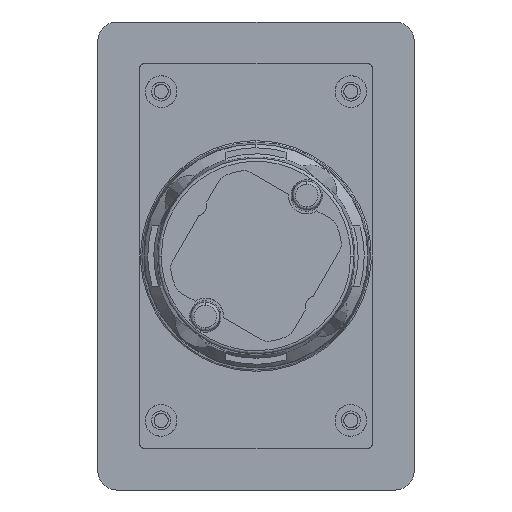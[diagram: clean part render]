
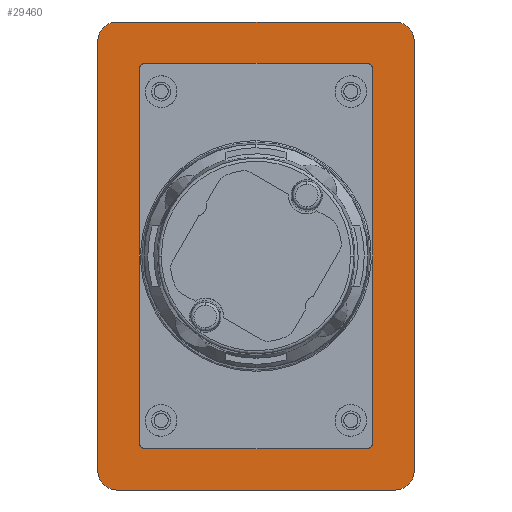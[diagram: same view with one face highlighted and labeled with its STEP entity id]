
A CAD part, left-side view. The second image highlights one B-rep face of the part: STEP entity #29460.
In plain terms, the highlighted face is planar.
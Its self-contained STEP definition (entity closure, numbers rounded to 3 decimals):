
#329 = CARTESIAN_POINT ( 'NONE',  ( 37.268, -48.323, -19.943 ) ) ;
#408 = DIRECTION ( 'NONE',  ( 0., -1., 0. ) ) ;
#685 = VERTEX_POINT ( 'NONE', #1408 ) ;
#893 = CIRCLE ( 'NONE', #11147, 1.321 ) ;
#1397 = AXIS2_PLACEMENT_3D ( 'NONE', #25085, #14829, #10301 ) ;
#1408 = CARTESIAN_POINT ( 'NONE',  ( -39.688, 53.988, -19.943 ) ) ;
#1419 = VERTEX_POINT ( 'NONE', #5810 ) ;
#1577 = DIRECTION ( 'NONE',  ( 0., -1., 0. ) ) ;
#1833 = PLANE ( 'NONE',  #2780 ) ;
#2027 = DIRECTION ( 'NONE',  ( 0., 1., 0. ) ) ;
#2349 = CARTESIAN_POINT ( 'NONE',  ( 27.94, -47.002, -19.943 ) ) ;
#2408 = VERTEX_POINT ( 'NONE', #8029 ) ;
#2446 = CARTESIAN_POINT ( 'NONE',  ( 27.94, 47.002, -19.943 ) ) ;
#2780 = AXIS2_PLACEMENT_3D ( 'NONE', #28048, #7257, #30155 ) ;
#2818 = VERTEX_POINT ( 'NONE', #17091 ) ;
#2926 = ORIENTED_EDGE ( 'NONE', *, *, #5301, .T. ) ;
#3412 = VERTEX_POINT ( 'NONE', #4778 ) ;
#3698 = ORIENTED_EDGE ( 'NONE', *, *, #29778, .F. ) ;
#3788 = EDGE_LOOP ( 'NONE', ( #17798, #13325, #25772, #24450, #23821, #4674, #26518, #2926 ) ) ;
#3801 = DIRECTION ( 'NONE',  ( 0., 0., 1. ) ) ;
#4058 = VECTOR ( 'NONE', #2027, 1000. ) ;
#4674 = ORIENTED_EDGE ( 'NONE', *, *, #18433, .T. ) ;
#4778 = CARTESIAN_POINT ( 'NONE',  ( 29.261, -47.002, -19.943 ) ) ;
#5101 = VERTEX_POINT ( 'NONE', #8951 ) ;
#5301 = EDGE_CURVE ( 'NONE', #16503, #3412, #893, .T. ) ;
#5627 = CARTESIAN_POINT ( 'NONE',  ( 27.94, -48.323, -19.943 ) ) ;
#5633 = VECTOR ( 'NONE', #23625, 1000. ) ;
#5810 = CARTESIAN_POINT ( 'NONE',  ( -29.261, 47.002, -19.943 ) ) ;
#5909 = EDGE_CURVE ( 'NONE', #29118, #16503, #31414, .T. ) ;
#6105 = EDGE_CURVE ( 'NONE', #28910, #29435, #10758, .T. ) ;
#6582 = EDGE_CURVE ( 'NONE', #2818, #1419, #12667, .T. ) ;
#6717 = CARTESIAN_POINT ( 'NONE',  ( 34.938, -58.737, -19.943 ) ) ;
#6787 = CARTESIAN_POINT ( 'NONE',  ( -27.94, -48.323, -19.943 ) ) ;
#6845 = VERTEX_POINT ( 'NONE', #7644 ) ;
#6869 = DIRECTION ( 'NONE',  ( 0., 0., 1. ) ) ;
#7232 = CARTESIAN_POINT ( 'NONE',  ( 37.268, 48.323, -19.943 ) ) ;
#7239 = LINE ( 'NONE', #27384, #4058 ) ;
#7257 = DIRECTION ( 'NONE',  ( 0., 0., -1. ) ) ;
#7299 = LINE ( 'NONE', #15867, #26369 ) ;
#7366 = DIRECTION ( 'NONE',  ( 1., 0., 0. ) ) ;
#7591 = AXIS2_PLACEMENT_3D ( 'NONE', #14209, #21913, #11790 ) ;
#7644 = CARTESIAN_POINT ( 'NONE',  ( -39.688, -53.988, -19.943 ) ) ;
#8029 = CARTESIAN_POINT ( 'NONE',  ( 27.94, 48.323, -19.943 ) ) ;
#8240 = VERTEX_POINT ( 'NONE', #16377 ) ;
#8385 = CARTESIAN_POINT ( 'NONE',  ( -29.261, 55.465, -19.943 ) ) ;
#8951 = CARTESIAN_POINT ( 'NONE',  ( 34.938, 58.737, -19.943 ) ) ;
#8984 = AXIS2_PLACEMENT_3D ( 'NONE', #2446, #27800, #12560 ) ;
#9818 = AXIS2_PLACEMENT_3D ( 'NONE', #19659, #6869, #32534 ) ;
#10075 = EDGE_CURVE ( 'NONE', #685, #6845, #7299, .T. ) ;
#10210 = ORIENTED_EDGE ( 'NONE', *, *, #22421, .F. ) ;
#10301 = DIRECTION ( 'NONE',  ( 1., 0., 0. ) ) ;
#10758 = LINE ( 'NONE', #32785, #26248 ) ;
#11147 = AXIS2_PLACEMENT_3D ( 'NONE', #2349, #30025, #14583 ) ;
#11261 = CIRCLE ( 'NONE', #9818, 4.75 ) ;
#11628 = LINE ( 'NONE', #31141, #5633 ) ;
#11738 = CARTESIAN_POINT ( 'NONE',  ( 34.938, -53.988, -19.943 ) ) ;
#11790 = DIRECTION ( 'NONE',  ( 1., 0., 0. ) ) ;
#11970 = CIRCLE ( 'NONE', #24271, 4.75 ) ;
#12430 = VERTEX_POINT ( 'NONE', #21968 ) ;
#12560 = DIRECTION ( 'NONE',  ( -1., 0., 0. ) ) ;
#12667 = CIRCLE ( 'NONE', #7591, 1.321 ) ;
#13325 = ORIENTED_EDGE ( 'NONE', *, *, #20614, .T. ) ;
#13527 = VECTOR ( 'NONE', #15321, 1000. ) ;
#13683 = DIRECTION ( 'NONE',  ( 0., 0., 1. ) ) ;
#14014 = CARTESIAN_POINT ( 'NONE',  ( -34.938, -58.737, -19.943 ) ) ;
#14177 = EDGE_CURVE ( 'NONE', #2408, #2818, #28138, .T. ) ;
#14209 = CARTESIAN_POINT ( 'NONE',  ( -27.94, 47.002, -19.943 ) ) ;
#14413 = CARTESIAN_POINT ( 'NONE',  ( 29.261, 47.002, -19.943 ) ) ;
#14583 = DIRECTION ( 'NONE',  ( 1., 0., 0. ) ) ;
#14696 = ORIENTED_EDGE ( 'NONE', *, *, #27673, .F. ) ;
#14829 = DIRECTION ( 'NONE',  ( 0., 0., 1. ) ) ;
#14897 = CIRCLE ( 'NONE', #1397, 4.75 ) ;
#14927 = DIRECTION ( 'NONE',  ( 0., 1., 0. ) ) ;
#15030 = CARTESIAN_POINT ( 'NONE',  ( 29.261, 55.465, -19.943 ) ) ;
#15066 = VERTEX_POINT ( 'NONE', #14413 ) ;
#15229 = DIRECTION ( 'NONE',  ( -1., 0., 0. ) ) ;
#15321 = DIRECTION ( 'NONE',  ( 1., 0., 0. ) ) ;
#15354 = LINE ( 'NONE', #15030, #22546 ) ;
#15715 = EDGE_CURVE ( 'NONE', #1419, #16301, #27172, .T. ) ;
#15860 = EDGE_CURVE ( 'NONE', #19998, #8240, #7239, .T. ) ;
#15867 = CARTESIAN_POINT ( 'NONE',  ( -39.688, 35.48, -19.943 ) ) ;
#16267 = DIRECTION ( 'NONE',  ( 1., 0., 0. ) ) ;
#16301 = VERTEX_POINT ( 'NONE', #17327 ) ;
#16377 = CARTESIAN_POINT ( 'NONE',  ( 39.688, 53.988, -19.943 ) ) ;
#16503 = VERTEX_POINT ( 'NONE', #5627 ) ;
#16567 = ORIENTED_EDGE ( 'NONE', *, *, #15860, .F. ) ;
#17091 = CARTESIAN_POINT ( 'NONE',  ( -27.94, 48.323, -19.943 ) ) ;
#17327 = CARTESIAN_POINT ( 'NONE',  ( -29.261, -47.002, -19.943 ) ) ;
#17377 = FACE_OUTER_BOUND ( 'NONE', #26970, .T. ) ;
#17611 = VECTOR ( 'NONE', #1577, 1000. ) ;
#17790 = VECTOR ( 'NONE', #15229, 1000. ) ;
#17798 = ORIENTED_EDGE ( 'NONE', *, *, #29530, .T. ) ;
#18097 = EDGE_CURVE ( 'NONE', #12430, #685, #14897, .T. ) ;
#18433 = EDGE_CURVE ( 'NONE', #16301, #29118, #24050, .T. ) ;
#19403 = EDGE_CURVE ( 'NONE', #6845, #28910, #11261, .T. ) ;
#19467 = CARTESIAN_POINT ( 'NONE',  ( -27.94, -47.002, -19.943 ) ) ;
#19659 = CARTESIAN_POINT ( 'NONE',  ( -34.938, -53.988, -19.943 ) ) ;
#19998 = VERTEX_POINT ( 'NONE', #21765 ) ;
#20486 = CIRCLE ( 'NONE', #26019, 4.75 ) ;
#20614 = EDGE_CURVE ( 'NONE', #15066, #2408, #29238, .T. ) ;
#21765 = CARTESIAN_POINT ( 'NONE',  ( 39.688, -53.988, -19.943 ) ) ;
#21913 = DIRECTION ( 'NONE',  ( 0., 0., 1. ) ) ;
#21968 = CARTESIAN_POINT ( 'NONE',  ( -34.938, 58.737, -19.943 ) ) ;
#22421 = EDGE_CURVE ( 'NONE', #5101, #12430, #11628, .T. ) ;
#22546 = VECTOR ( 'NONE', #14927, 1000. ) ;
#22920 = ORIENTED_EDGE ( 'NONE', *, *, #6105, .F. ) ;
#23133 = ORIENTED_EDGE ( 'NONE', *, *, #18097, .F. ) ;
#23625 = DIRECTION ( 'NONE',  ( -1., 0., 0. ) ) ;
#23821 = ORIENTED_EDGE ( 'NONE', *, *, #15715, .T. ) ;
#24050 = CIRCLE ( 'NONE', #30631, 1.321 ) ;
#24271 = AXIS2_PLACEMENT_3D ( 'NONE', #11738, #24312, #29502 ) ;
#24312 = DIRECTION ( 'NONE',  ( 0., 0., 1. ) ) ;
#24450 = ORIENTED_EDGE ( 'NONE', *, *, #6582, .T. ) ;
#25085 = CARTESIAN_POINT ( 'NONE',  ( -34.938, 53.988, -19.943 ) ) ;
#25772 = ORIENTED_EDGE ( 'NONE', *, *, #14177, .T. ) ;
#26019 = AXIS2_PLACEMENT_3D ( 'NONE', #28924, #13683, #16267 ) ;
#26248 = VECTOR ( 'NONE', #7366, 1000. ) ;
#26369 = VECTOR ( 'NONE', #408, 1000. ) ;
#26518 = ORIENTED_EDGE ( 'NONE', *, *, #5909, .T. ) ;
#26970 = EDGE_LOOP ( 'NONE', ( #23133, #10210, #3698, #16567, #14696, #22920, #31132, #31015 ) ) ;
#27172 = LINE ( 'NONE', #8385, #17611 ) ;
#27384 = CARTESIAN_POINT ( 'NONE',  ( 39.688, 53.988, -19.943 ) ) ;
#27673 = EDGE_CURVE ( 'NONE', #29435, #19998, #11970, .T. ) ;
#27800 = DIRECTION ( 'NONE',  ( 0., 0., 1. ) ) ;
#28048 = CARTESIAN_POINT ( 'NONE',  ( 37.268, 55.465, -19.943 ) ) ;
#28138 = LINE ( 'NONE', #7232, #17790 ) ;
#28910 = VERTEX_POINT ( 'NONE', #14014 ) ;
#28924 = CARTESIAN_POINT ( 'NONE',  ( 34.938, 53.988, -19.943 ) ) ;
#29118 = VERTEX_POINT ( 'NONE', #6787 ) ;
#29238 = CIRCLE ( 'NONE', #8984, 1.321 ) ;
#29291 = FACE_BOUND ( 'NONE', #3788, .T. ) ;
#29435 = VERTEX_POINT ( 'NONE', #6717 ) ;
#29460 = ADVANCED_FACE ( 'NONE', ( #29291, #17377 ), #1833, .T. ) ;
#29502 = DIRECTION ( 'NONE',  ( 1., 0., 0. ) ) ;
#29530 = EDGE_CURVE ( 'NONE', #3412, #15066, #15354, .T. ) ;
#29778 = EDGE_CURVE ( 'NONE', #8240, #5101, #20486, .T. ) ;
#30025 = DIRECTION ( 'NONE',  ( 0., 0., 1. ) ) ;
#30155 = DIRECTION ( 'NONE',  ( -1., 0., 0. ) ) ;
#30631 = AXIS2_PLACEMENT_3D ( 'NONE', #19467, #3801, #31790 ) ;
#31015 = ORIENTED_EDGE ( 'NONE', *, *, #10075, .F. ) ;
#31132 = ORIENTED_EDGE ( 'NONE', *, *, #19403, .F. ) ;
#31141 = CARTESIAN_POINT ( 'NONE',  ( -34.938, 58.737, -19.943 ) ) ;
#31414 = LINE ( 'NONE', #329, #13527 ) ;
#31790 = DIRECTION ( 'NONE',  ( -1., 0., 0. ) ) ;
#32534 = DIRECTION ( 'NONE',  ( 1., 0., 0. ) ) ;
#32785 = CARTESIAN_POINT ( 'NONE',  ( 34.938, -58.737, -19.943 ) ) ;
